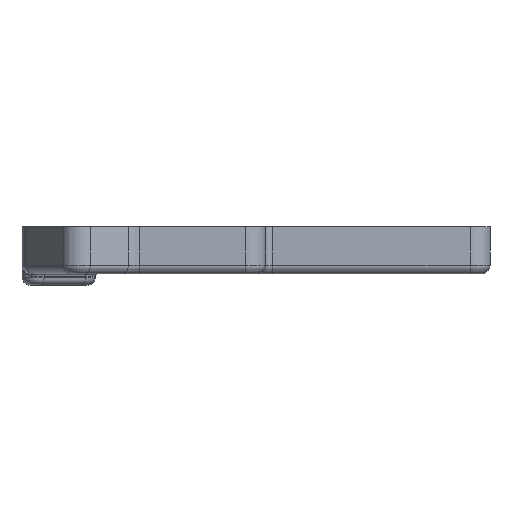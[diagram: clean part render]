
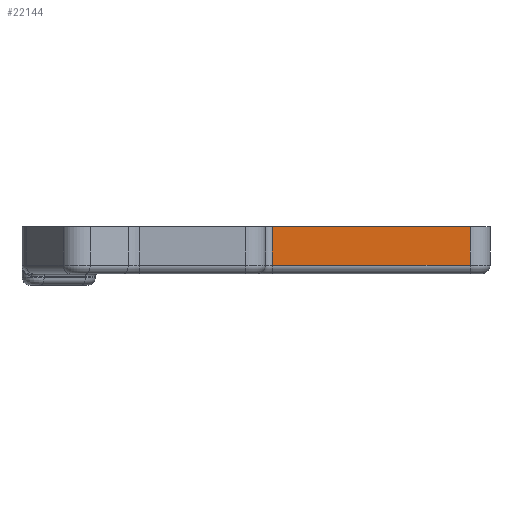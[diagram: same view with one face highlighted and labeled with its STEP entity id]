
A CAD part, front view. The second image highlights one B-rep face of the part: STEP entity #22144.
In plain terms, the highlighted planar face has unit normal (0, -1, 0).
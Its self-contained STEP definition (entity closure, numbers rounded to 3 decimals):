
#5943 = PLANE('',#5944);
#5944 = AXIS2_PLACEMENT_3D('',#5945,#5946,#5947);
#5945 = CARTESIAN_POINT('',(-60.296,23.924,-11.));
#5946 = DIRECTION('',(0.,0.,-1.));
#5947 = DIRECTION('',(-1.,0.,0.));
#8046 = CYLINDRICAL_SURFACE('',#8047,2.5);
#8047 = AXIS2_PLACEMENT_3D('',#8048,#8049,#8050);
#8048 = CARTESIAN_POINT('',(5.524,-8.85,-22.5));
#8049 = DIRECTION('',(-1.,-0.,-0.));
#8050 = DIRECTION('',(-0.,-1.,-0.));
#12239 = VERTEX_POINT('',#12240);
#12240 = CARTESIAN_POINT('',(-53.206,-11.35,-11.));
#12259 = CYLINDRICAL_SURFACE('',#12260,2.1);
#12260 = AXIS2_PLACEMENT_3D('',#12261,#12262,#12263);
#12261 = CARTESIAN_POINT('',(-53.206,-13.45,-11.));
#12262 = DIRECTION('',(0.,0.,1.));
#12263 = DIRECTION('',(1.,0.,0.));
#12271 = EDGE_CURVE('',#12272,#12239,#12274,.T.);
#12272 = VERTEX_POINT('',#12273);
#12273 = CARTESIAN_POINT('',(5.524,-11.35,-11.));
#12274 = SURFACE_CURVE('',#12275,(#12279,#12286),.PCURVE_S1.);
#12275 = LINE('',#12276,#12277);
#12276 = CARTESIAN_POINT('',(5.524,-11.35,-11.));
#12277 = VECTOR('',#12278,1.);
#12278 = DIRECTION('',(-1.,-0.,-0.));
#12279 = PCURVE('',#5943,#12280);
#12280 = DEFINITIONAL_REPRESENTATION('',(#12281),#12285);
#12281 = LINE('',#12282,#12283);
#12282 = CARTESIAN_POINT('',(-65.82,-35.274));
#12283 = VECTOR('',#12284,1.);
#12284 = DIRECTION('',(1.,0.));
#12285 = ( GEOMETRIC_REPRESENTATION_CONTEXT(2) 
PARAMETRIC_REPRESENTATION_CONTEXT() REPRESENTATION_CONTEXT('2D SPACE',''
  ) );
#12286 = PCURVE('',#12287,#12292);
#12287 = PLANE('',#12288);
#12288 = AXIS2_PLACEMENT_3D('',#12289,#12290,#12291);
#12289 = CARTESIAN_POINT('',(5.524,-11.35,-11.));
#12290 = DIRECTION('',(-0.,-1.,-0.));
#12291 = DIRECTION('',(1.,0.,0.));
#12292 = DEFINITIONAL_REPRESENTATION('',(#12293),#12297);
#12293 = LINE('',#12294,#12295);
#12294 = CARTESIAN_POINT('',(0.,-0.));
#12295 = VECTOR('',#12296,1.);
#12296 = DIRECTION('',(-1.,0.));
#12297 = ( GEOMETRIC_REPRESENTATION_CONTEXT(2) 
PARAMETRIC_REPRESENTATION_CONTEXT() REPRESENTATION_CONTEXT('2D SPACE',''
  ) );
#12320 = CYLINDRICAL_SURFACE('',#12321,5.9);
#12321 = AXIS2_PLACEMENT_3D('',#12322,#12323,#12324);
#12322 = CARTESIAN_POINT('',(5.524,-5.45,-11.));
#12323 = DIRECTION('',(0.,0.,1.));
#12324 = DIRECTION('',(1.,0.,0.));
#15052 = VERTEX_POINT('',#15053);
#15053 = CARTESIAN_POINT('',(5.524,-11.35,-22.5));
#15154 = VERTEX_POINT('',#15155);
#15155 = CARTESIAN_POINT('',(-53.206,-11.35,-22.5));
#15177 = EDGE_CURVE('',#15052,#15154,#15178,.T.);
#15178 = SURFACE_CURVE('',#15179,(#15183,#15190),.PCURVE_S1.);
#15179 = LINE('',#15180,#15181);
#15180 = CARTESIAN_POINT('',(5.524,-11.35,-22.5));
#15181 = VECTOR('',#15182,1.);
#15182 = DIRECTION('',(-1.,-0.,-0.));
#15183 = PCURVE('',#8046,#15184);
#15184 = DEFINITIONAL_REPRESENTATION('',(#15185),#15189);
#15185 = LINE('',#15186,#15187);
#15186 = CARTESIAN_POINT('',(-0.,0.));
#15187 = VECTOR('',#15188,1.);
#15188 = DIRECTION('',(-0.,1.));
#15189 = ( GEOMETRIC_REPRESENTATION_CONTEXT(2) 
PARAMETRIC_REPRESENTATION_CONTEXT() REPRESENTATION_CONTEXT('2D SPACE',''
  ) );
#15190 = PCURVE('',#12287,#15191);
#15191 = DEFINITIONAL_REPRESENTATION('',(#15192),#15196);
#15192 = LINE('',#15193,#15194);
#15193 = CARTESIAN_POINT('',(-0.,-11.5));
#15194 = VECTOR('',#15195,1.);
#15195 = DIRECTION('',(-1.,0.));
#15196 = ( GEOMETRIC_REPRESENTATION_CONTEXT(2) 
PARAMETRIC_REPRESENTATION_CONTEXT() REPRESENTATION_CONTEXT('2D SPACE',''
  ) );
#22124 = EDGE_CURVE('',#12239,#15154,#22125,.T.);
#22125 = SURFACE_CURVE('',#22126,(#22130,#22137),.PCURVE_S1.);
#22126 = LINE('',#22127,#22128);
#22127 = CARTESIAN_POINT('',(-53.206,-11.35,-11.));
#22128 = VECTOR('',#22129,1.);
#22129 = DIRECTION('',(-0.,-0.,-1.));
#22130 = PCURVE('',#12259,#22131);
#22131 = DEFINITIONAL_REPRESENTATION('',(#22132),#22136);
#22132 = LINE('',#22133,#22134);
#22133 = CARTESIAN_POINT('',(1.571,0.));
#22134 = VECTOR('',#22135,1.);
#22135 = DIRECTION('',(0.,-1.));
#22136 = ( GEOMETRIC_REPRESENTATION_CONTEXT(2) 
PARAMETRIC_REPRESENTATION_CONTEXT() REPRESENTATION_CONTEXT('2D SPACE',''
  ) );
#22137 = PCURVE('',#12287,#22138);
#22138 = DEFINITIONAL_REPRESENTATION('',(#22139),#22143);
#22139 = LINE('',#22140,#22141);
#22140 = CARTESIAN_POINT('',(-58.73,0.));
#22141 = VECTOR('',#22142,1.);
#22142 = DIRECTION('',(-0.,-1.));
#22143 = ( GEOMETRIC_REPRESENTATION_CONTEXT(2) 
PARAMETRIC_REPRESENTATION_CONTEXT() REPRESENTATION_CONTEXT('2D SPACE',''
  ) );
#22144 = ADVANCED_FACE('',(#22145),#12287,.T.);
#22145 = FACE_BOUND('',#22146,.F.);
#22146 = EDGE_LOOP('',(#22147,#22148,#22149,#22150));
#22147 = ORIENTED_EDGE('',*,*,#15177,.T.);
#22148 = ORIENTED_EDGE('',*,*,#22124,.F.);
#22149 = ORIENTED_EDGE('',*,*,#12271,.F.);
#22150 = ORIENTED_EDGE('',*,*,#22151,.T.);
#22151 = EDGE_CURVE('',#12272,#15052,#22152,.T.);
#22152 = SURFACE_CURVE('',#22153,(#22157,#22164),.PCURVE_S1.);
#22153 = LINE('',#22154,#22155);
#22154 = CARTESIAN_POINT('',(5.524,-11.35,-11.));
#22155 = VECTOR('',#22156,1.);
#22156 = DIRECTION('',(-0.,-0.,-1.));
#22157 = PCURVE('',#12287,#22158);
#22158 = DEFINITIONAL_REPRESENTATION('',(#22159),#22163);
#22159 = LINE('',#22160,#22161);
#22160 = CARTESIAN_POINT('',(0.,0.));
#22161 = VECTOR('',#22162,1.);
#22162 = DIRECTION('',(-0.,-1.));
#22163 = ( GEOMETRIC_REPRESENTATION_CONTEXT(2) 
PARAMETRIC_REPRESENTATION_CONTEXT() REPRESENTATION_CONTEXT('2D SPACE',''
  ) );
#22164 = PCURVE('',#12320,#22165);
#22165 = DEFINITIONAL_REPRESENTATION('',(#22166),#22170);
#22166 = LINE('',#22167,#22168);
#22167 = CARTESIAN_POINT('',(4.712,0.));
#22168 = VECTOR('',#22169,1.);
#22169 = DIRECTION('',(0.,-1.));
#22170 = ( GEOMETRIC_REPRESENTATION_CONTEXT(2) 
PARAMETRIC_REPRESENTATION_CONTEXT() REPRESENTATION_CONTEXT('2D SPACE',''
  ) );
